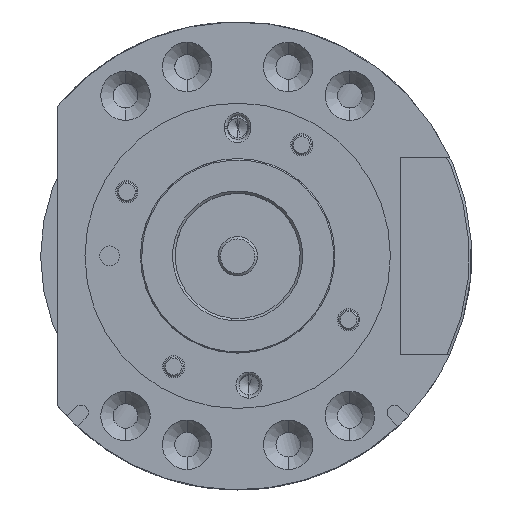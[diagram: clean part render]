
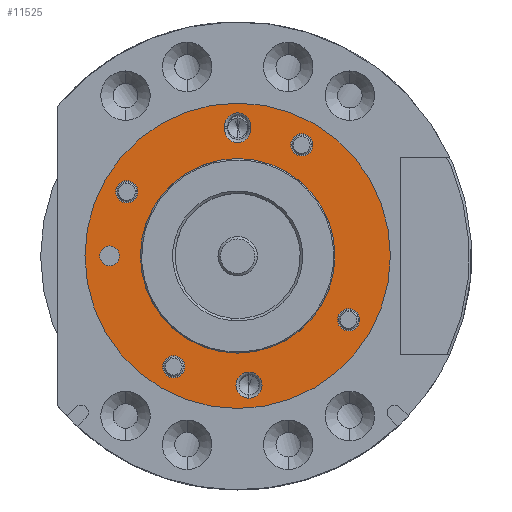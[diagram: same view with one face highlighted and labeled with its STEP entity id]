
A CAD part, top view. The second image highlights one B-rep face of the part: STEP entity #11525.
In plain terms, the highlighted face is planar.
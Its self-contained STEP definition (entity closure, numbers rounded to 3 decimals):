
#6265=CARTESIAN_POINT('',(0.,23.8,0.));
#6266=DIRECTION('',(0.,1.,0.));
#6267=DIRECTION('',(0.,0.,-1.));
#6268=AXIS2_PLACEMENT_3D('',#6265,#6266,#6267);
#6270=CARTESIAN_POINT('',(0.,23.8,0.));
#6271=DIRECTION('',(0.,1.,0.));
#6272=DIRECTION('',(0.,0.,1.));
#6273=AXIS2_PLACEMENT_3D('',#6270,#6271,#6272);
#6275=CARTESIAN_POINT('',(0.,23.8,0.));
#6276=DIRECTION('',(0.,-1.,0.));
#6277=DIRECTION('',(0.,0.,1.));
#6278=AXIS2_PLACEMENT_3D('',#6275,#6276,#6277);
#6280=CARTESIAN_POINT('',(0.,23.8,0.));
#6281=DIRECTION('',(0.,-1.,0.));
#6282=DIRECTION('',(0.,0.,-1.));
#6283=AXIS2_PLACEMENT_3D('',#6280,#6281,#6282);
#6285=CARTESIAN_POINT('',(2.3,23.8,26.263));
#6286=DIRECTION('',(0.,-1.,0.));
#6287=DIRECTION('',(0.,0.,-1.));
#6288=AXIS2_PLACEMENT_3D('',#6285,#6286,#6287);
#6290=CARTESIAN_POINT('',(2.3,23.8,26.263));
#6291=DIRECTION('',(0.,-1.,0.));
#6292=DIRECTION('',(0.,0.,1.));
#6293=AXIS2_PLACEMENT_3D('',#6290,#6291,#6292);
#6295=CARTESIAN_POINT('',(0.,23.8,-26.));
#6296=DIRECTION('',(0.,-1.,0.));
#6297=DIRECTION('',(-0.997,0.,0.072));
#6298=AXIS2_PLACEMENT_3D('',#6295,#6296,#6297);
#6300=CARTESIAN_POINT('',(0.,23.8,-25.619));
#6301=DIRECTION('',(0.,-1.,0.));
#6302=DIRECTION('',(0.,0.,1.));
#6303=AXIS2_PLACEMENT_3D('',#6300,#6301,#6302);
#6305=CARTESIAN_POINT('',(0.,23.8,-25.619));
#6306=DIRECTION('',(0.,-1.,0.));
#6307=DIRECTION('',(0.997,0.,-0.072));
#6308=AXIS2_PLACEMENT_3D('',#6305,#6306,#6307);
#6310=CARTESIAN_POINT('',(0.,23.8,-26.));
#6311=DIRECTION('',(0.,-1.,0.));
#6312=DIRECTION('',(0.997,0.,-0.072));
#6313=AXIS2_PLACEMENT_3D('',#6310,#6311,#6312);
#6315=CARTESIAN_POINT('',(0.,23.8,-26.381));
#6316=DIRECTION('',(0.,-1.,0.));
#6317=DIRECTION('',(-0.997,0.,0.072));
#6318=AXIS2_PLACEMENT_3D('',#6315,#6316,#6317);
#6320=CARTESIAN_POINT('',(-26.,23.8,0.));
#6321=DIRECTION('',(0.,-1.,0.));
#6322=DIRECTION('',(0.,0.,-1.));
#6323=AXIS2_PLACEMENT_3D('',#6320,#6321,#6322);
#6325=CARTESIAN_POINT('',(-26.,23.8,0.));
#6326=DIRECTION('',(0.,-1.,0.));
#6327=DIRECTION('',(0.,0.,1.));
#6328=AXIS2_PLACEMENT_3D('',#6325,#6326,#6327);
#6330=CARTESIAN_POINT('',(22.517,23.8,13.));
#6331=DIRECTION('',(0.,-1.,0.));
#6332=DIRECTION('',(0.,0.,-1.));
#6333=AXIS2_PLACEMENT_3D('',#6330,#6331,#6332);
#6335=CARTESIAN_POINT('',(22.517,23.8,13.));
#6336=DIRECTION('',(0.,-1.,0.));
#6337=DIRECTION('',(0.,0.,1.));
#6338=AXIS2_PLACEMENT_3D('',#6335,#6336,#6337);
#6340=CARTESIAN_POINT('',(-22.517,23.8,-13.));
#6341=DIRECTION('',(0.,-1.,0.));
#6342=DIRECTION('',(0.,0.,-1.));
#6343=AXIS2_PLACEMENT_3D('',#6340,#6341,#6342);
#6345=CARTESIAN_POINT('',(-22.517,23.8,-13.));
#6346=DIRECTION('',(0.,-1.,0.));
#6347=DIRECTION('',(0.,0.,1.));
#6348=AXIS2_PLACEMENT_3D('',#6345,#6346,#6347);
#6350=CARTESIAN_POINT('',(13.,23.8,-22.517));
#6351=DIRECTION('',(0.,-1.,0.));
#6352=DIRECTION('',(0.,0.,-1.));
#6353=AXIS2_PLACEMENT_3D('',#6350,#6351,#6352);
#6355=CARTESIAN_POINT('',(13.,23.8,-22.517));
#6356=DIRECTION('',(0.,-1.,0.));
#6357=DIRECTION('',(0.,0.,1.));
#6358=AXIS2_PLACEMENT_3D('',#6355,#6356,#6357);
#6360=CARTESIAN_POINT('',(-13.,23.8,22.517));
#6361=DIRECTION('',(0.,-1.,0.));
#6362=DIRECTION('',(0.,0.,-1.));
#6363=AXIS2_PLACEMENT_3D('',#6360,#6361,#6362);
#6365=CARTESIAN_POINT('',(-13.,23.8,22.517));
#6366=DIRECTION('',(0.,-1.,0.));
#6367=DIRECTION('',(0.,0.,1.));
#6368=AXIS2_PLACEMENT_3D('',#6365,#6366,#6367);
#6888=CARTESIAN_POINT('',(2.635,23.8,-25.81));
#9945=VERTEX_POINT('',#6888);
#9946=CARTESIAN_POINT('',(2.635,23.8,-26.191));
#9947=VERTEX_POINT('',#9946);
#9970=CARTESIAN_POINT('',(-2.635,23.8,-26.191));
#9971=VERTEX_POINT('',#9970);
#9989=CARTESIAN_POINT('',(-2.635,23.8,-25.81));
#9990=VERTEX_POINT('',#9989);
#10021=CARTESIAN_POINT('',(0.,23.8,-22.977));
#10022=VERTEX_POINT('',#10021);
#10327=CARTESIAN_POINT('',(0.,23.8,-19.75));
#10329=VERTEX_POINT('',#10327);
#10331=CARTESIAN_POINT('',(0.,23.8,19.75));
#10332=VERTEX_POINT('',#10331);
#10403=CARTESIAN_POINT('',(0.,23.8,-31.));
#10405=VERTEX_POINT('',#10403);
#10409=CARTESIAN_POINT('',(0.,23.8,31.));
#10410=VERTEX_POINT('',#10409);
#10420=CARTESIAN_POINT('',(-13.,23.8,24.767));
#10422=VERTEX_POINT('',#10420);
#10423=CARTESIAN_POINT('',(-13.,23.8,20.267));
#10424=VERTEX_POINT('',#10423);
#10456=CARTESIAN_POINT('',(13.,23.8,-20.267));
#10458=VERTEX_POINT('',#10456);
#10459=CARTESIAN_POINT('',(13.,23.8,-24.767));
#10460=VERTEX_POINT('',#10459);
#10492=CARTESIAN_POINT('',(-22.517,23.8,-10.75));
#10494=VERTEX_POINT('',#10492);
#10495=CARTESIAN_POINT('',(-22.517,23.8,-15.25));
#10496=VERTEX_POINT('',#10495);
#10528=CARTESIAN_POINT('',(22.517,23.8,15.25));
#10530=VERTEX_POINT('',#10528);
#10531=CARTESIAN_POINT('',(22.517,23.8,10.75));
#10532=VERTEX_POINT('',#10531);
#10577=CARTESIAN_POINT('',(2.3,23.8,28.904));
#10578=VERTEX_POINT('',#10577);
#10579=CARTESIAN_POINT('',(2.3,23.8,23.621));
#10580=VERTEX_POINT('',#10579);
#10854=CARTESIAN_POINT('',(-26.,23.8,2.));
#10856=VERTEX_POINT('',#10854);
#10858=CARTESIAN_POINT('',(-26.,23.8,-2.));
#10859=VERTEX_POINT('',#10858);
#11462=CARTESIAN_POINT('',(31.,23.8,0.));
#11463=DIRECTION('',(0.,1.,0.));
#11464=DIRECTION('',(0.,0.,1.));
#11465=AXIS2_PLACEMENT_3D('',#11462,#11463,#11464);
#11466=PLANE('',#11465);
#11467=ORIENTED_EDGE('',*,*,#11441,.F.);
#11468=ORIENTED_EDGE('',*,*,#11457,.F.);
#11469=EDGE_LOOP('',(#11467,#11468));
#11470=FACE_OUTER_BOUND('',#11469,.F.);
#11472=ORIENTED_EDGE('',*,*,#11471,.F.);
#11474=ORIENTED_EDGE('',*,*,#11473,.F.);
#11475=EDGE_LOOP('',(#11472,#11474));
#11476=FACE_BOUND('',#11475,.F.);
#11478=ORIENTED_EDGE('',*,*,#11477,.F.);
#11480=ORIENTED_EDGE('',*,*,#11479,.F.);
#11481=EDGE_LOOP('',(#11478,#11480));
#11482=FACE_BOUND('',#11481,.F.);
#11484=ORIENTED_EDGE('',*,*,#11483,.F.);
#11486=ORIENTED_EDGE('',*,*,#11485,.F.);
#11488=ORIENTED_EDGE('',*,*,#11487,.F.);
#11490=ORIENTED_EDGE('',*,*,#11489,.F.);
#11492=ORIENTED_EDGE('',*,*,#11491,.F.);
#11493=EDGE_LOOP('',(#11484,#11486,#11488,#11490,#11492));
#11494=FACE_BOUND('',#11493,.F.);
#11496=ORIENTED_EDGE('',*,*,#11495,.F.);
#11498=ORIENTED_EDGE('',*,*,#11497,.F.);
#11499=EDGE_LOOP('',(#11496,#11498));
#11500=FACE_BOUND('',#11499,.F.);
#11502=ORIENTED_EDGE('',*,*,#11501,.F.);
#11504=ORIENTED_EDGE('',*,*,#11503,.F.);
#11505=EDGE_LOOP('',(#11502,#11504));
#11506=FACE_BOUND('',#11505,.F.);
#11508=ORIENTED_EDGE('',*,*,#11507,.F.);
#11510=ORIENTED_EDGE('',*,*,#11509,.F.);
#11511=EDGE_LOOP('',(#11508,#11510));
#11512=FACE_BOUND('',#11511,.F.);
#11514=ORIENTED_EDGE('',*,*,#11513,.F.);
#11516=ORIENTED_EDGE('',*,*,#11515,.F.);
#11517=EDGE_LOOP('',(#11514,#11516));
#11518=FACE_BOUND('',#11517,.F.);
#11520=ORIENTED_EDGE('',*,*,#11519,.F.);
#11522=ORIENTED_EDGE('',*,*,#11521,.F.);
#11523=EDGE_LOOP('',(#11520,#11522));
#11524=FACE_BOUND('',#11523,.F.);
#11525=ADVANCED_FACE('',(#11470,#11476,#11482,#11494,#11500,#11506,#11512,
#11518,#11524),#11466,.T.);
#6269=CIRCLE('',#6268,31.);
#6274=CIRCLE('',#6273,31.);
#6279=CIRCLE('',#6278,19.75);
#6284=CIRCLE('',#6283,19.75);
#6289=CIRCLE('',#6288,2.642);
#6294=CIRCLE('',#6293,2.642);
#6299=CIRCLE('',#6298,2.642);
#6304=CIRCLE('',#6303,2.642);
#6309=CIRCLE('',#6308,2.642);
#6314=CIRCLE('',#6313,2.642);
#6319=CIRCLE('',#6318,2.642);
#6324=CIRCLE('',#6323,2.);
#6329=CIRCLE('',#6328,2.);
#6334=CIRCLE('',#6333,2.25);
#6339=CIRCLE('',#6338,2.25);
#6344=CIRCLE('',#6343,2.25);
#6349=CIRCLE('',#6348,2.25);
#6354=CIRCLE('',#6353,2.25);
#6359=CIRCLE('',#6358,2.25);
#6364=CIRCLE('',#6363,2.25);
#6369=CIRCLE('',#6368,2.25);
#11441=EDGE_CURVE('',#10405,#10410,#6269,.T.);
#11457=EDGE_CURVE('',#10410,#10405,#6274,.T.);
#11471=EDGE_CURVE('',#10332,#10329,#6279,.T.);
#11473=EDGE_CURVE('',#10329,#10332,#6284,.T.);
#11477=EDGE_CURVE('',#10580,#10578,#6289,.T.);
#11479=EDGE_CURVE('',#10578,#10580,#6294,.T.);
#11483=EDGE_CURVE('',#9990,#9971,#6299,.T.);
#11485=EDGE_CURVE('',#10022,#9990,#6304,.T.);
#11487=EDGE_CURVE('',#9945,#10022,#6309,.T.);
#11489=EDGE_CURVE('',#9947,#9945,#6314,.T.);
#11491=EDGE_CURVE('',#9971,#9947,#6319,.T.);
#11495=EDGE_CURVE('',#10859,#10856,#6324,.T.);
#11497=EDGE_CURVE('',#10856,#10859,#6329,.T.);
#11501=EDGE_CURVE('',#10532,#10530,#6334,.T.);
#11503=EDGE_CURVE('',#10530,#10532,#6339,.T.);
#11507=EDGE_CURVE('',#10496,#10494,#6344,.T.);
#11509=EDGE_CURVE('',#10494,#10496,#6349,.T.);
#11513=EDGE_CURVE('',#10460,#10458,#6354,.T.);
#11515=EDGE_CURVE('',#10458,#10460,#6359,.T.);
#11519=EDGE_CURVE('',#10424,#10422,#6364,.T.);
#11521=EDGE_CURVE('',#10422,#10424,#6369,.T.);
